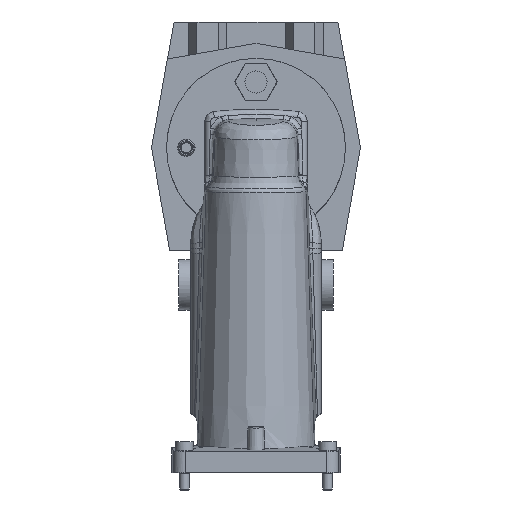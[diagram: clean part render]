
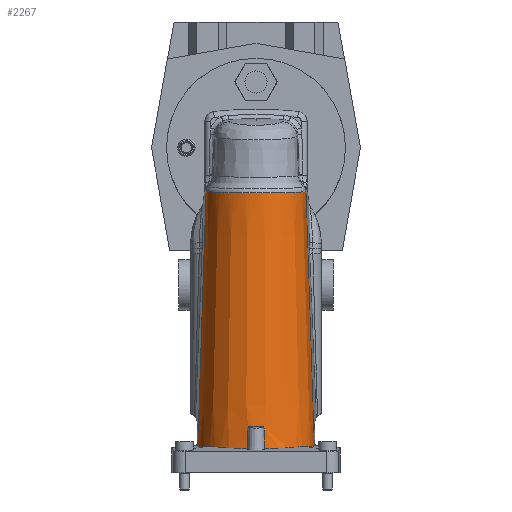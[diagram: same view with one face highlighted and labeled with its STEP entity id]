
A CAD part, front view. The second image highlights one B-rep face of the part: STEP entity #2267.
In plain terms, the highlighted conical face has half-angle 1.86 degrees and reference radius 30.25 mm.
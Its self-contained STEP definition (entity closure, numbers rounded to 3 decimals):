
#1797=(
BOUNDED_CURVE()
B_SPLINE_CURVE(1,(#10615,#10616,#10617),.UNSPECIFIED.,.F.,.F.)
B_SPLINE_CURVE_WITH_KNOTS((2,1,2),(0.,0.568,1.),
 .UNSPECIFIED.)
CURVE()
GEOMETRIC_REPRESENTATION_ITEM()
RATIONAL_B_SPLINE_CURVE((1.045,1.045,1.045))
REPRESENTATION_ITEM('')
);
#1807=CONICAL_SURFACE('',#7276,30.25,1.86);
#1924=ELLIPSE('',#7202,5281.652,67.868);
#1925=ELLIPSE('',#7204,5281.652,67.868);
#1943=ELLIPSE('',#7243,30.178,30.03);
#1945=ELLIPSE('',#7245,30.178,30.03);
#1950=ELLIPSE('',#7257,30.134,30.001);
#1952=ELLIPSE('',#7260,30.134,30.001);
#1958=ELLIPSE('',#7275,29.788,29.674);
#2267=ADVANCED_FACE('',(#2725),#1807,.T.);
#2725=FACE_OUTER_BOUND('',#2969,.T.);
#2969=EDGE_LOOP('',(#4315,#4316,#4317,#4318,#4319,#4320,#4321,#4322,#4323,
#4324));
#3317=LINE('',#10192,#3697);
#3697=VECTOR('',#7691,1.);
#4315=ORIENTED_EDGE('',*,*,#6044,.F.);
#4316=ORIENTED_EDGE('',*,*,#6023,.F.);
#4317=ORIENTED_EDGE('',*,*,#5944,.F.);
#4318=ORIENTED_EDGE('',*,*,#6076,.F.);
#4319=ORIENTED_EDGE('',*,*,#5942,.F.);
#4320=ORIENTED_EDGE('',*,*,#6021,.F.);
#4321=ORIENTED_EDGE('',*,*,#6042,.F.);
#4322=ORIENTED_EDGE('',*,*,#5964,.T.);
#4323=ORIENTED_EDGE('',*,*,#6077,.T.);
#4324=ORIENTED_EDGE('',*,*,#6071,.F.);
#5466=VERTEX_POINT('',#10133);
#5467=VERTEX_POINT('',#10135);
#5468=VERTEX_POINT('',#10139);
#5469=VERTEX_POINT('',#10140);
#5487=VERTEX_POINT('',#10191);
#5488=VERTEX_POINT('',#10193);
#5524=VERTEX_POINT('',#10359);
#5525=VERTEX_POINT('',#10363);
#5536=VERTEX_POINT('',#10461);
#5553=VERTEX_POINT('',#10618);
#5942=EDGE_CURVE('',#5466,#5467,#1924,.T.);
#5944=EDGE_CURVE('',#5468,#5469,#1925,.T.);
#5964=EDGE_CURVE('',#5488,#5487,#3317,.T.);
#6021=EDGE_CURVE('',#5524,#5466,#1943,.T.);
#6023=EDGE_CURVE('',#5469,#5525,#1945,.T.);
#6042=EDGE_CURVE('',#5488,#5524,#1950,.T.);
#6044=EDGE_CURVE('',#5525,#5536,#1952,.T.);
#6071=EDGE_CURVE('',#5536,#5553,#1797,.T.);
#6076=EDGE_CURVE('',#5467,#5468,#1958,.T.);
#6077=EDGE_CURVE('',#5487,#5553,#7091,.T.);
#7091=B_SPLINE_CURVE_WITH_KNOTS('',3,(#10631,#10632,#10633,#10634,#10635,
#10636,#10637,#10638,#10639,#10640,#10641,#10642,#10643,#10644),
 .UNSPECIFIED.,.F.,.F.,(4,2,2,2,2,2,4),(0.,0.125,0.25,0.375,0.5,0.75,1.),
 .UNSPECIFIED.);
#7202=AXIS2_PLACEMENT_3D('',#10134,#7661,#7662);
#7204=AXIS2_PLACEMENT_3D('',#10138,#7666,#7667);
#7243=AXIS2_PLACEMENT_3D('',#10360,#7790,#7791);
#7245=AXIS2_PLACEMENT_3D('',#10362,#7794,#7795);
#7257=AXIS2_PLACEMENT_3D('',#10457,#7822,#7823);
#7260=AXIS2_PLACEMENT_3D('',#10460,#7828,#7829);
#7275=AXIS2_PLACEMENT_3D('',#10630,#7865,#7866);
#7276=AXIS2_PLACEMENT_3D('',#10645,#7867,#7868);
#7661=DIRECTION('',(-0.999,0.035,-0.035));
#7662=DIRECTION('',(0.035,-0.001,-0.999));
#7666=DIRECTION('',(0.999,0.035,-0.035));
#7667=DIRECTION('',(-0.035,-0.001,-0.999));
#7691=DIRECTION('',(-0.032,0.001,0.999));
#7790=DIRECTION('',(0.,0.099,-0.995));
#7791=DIRECTION('',(0.,-0.995,-0.099));
#7794=DIRECTION('',(0.,0.099,-0.995));
#7795=DIRECTION('',(0.,-0.995,-0.099));
#7822=DIRECTION('',(-0.087,0.035,-0.996));
#7823=DIRECTION('',(0.924,-0.37,-0.094));
#7828=DIRECTION('',(0.087,0.035,-0.996));
#7829=DIRECTION('',(-0.924,-0.37,-0.094));
#7865=DIRECTION('',(0.,0.087,-0.996));
#7866=DIRECTION('',(0.,-0.996,-0.087));
#7867=DIRECTION('',(0.,0.,-1.));
#7868=DIRECTION('',(-1.,0.,0.));
#10133=CARTESIAN_POINT('',(4.488,-29.79,12.313));
#10134=CARTESIAN_POINT('',(171.273,-5.985,-4737.072));
#10135=CARTESIAN_POINT('',(4.103,-29.474,23.658));
#10138=CARTESIAN_POINT('',(-171.273,-5.985,-4737.072));
#10139=CARTESIAN_POINT('',(-4.103,-29.474,23.658));
#10140=CARTESIAN_POINT('',(-4.488,-29.79,12.313));
#10191=CARTESIAN_POINT('',(25.793,-0.901,145.294));
#10192=CARTESIAN_POINT('',(28.536,-0.997,60.75));
#10193=CARTESIAN_POINT('',(30.069,-1.05,13.518));
#10359=CARTESIAN_POINT('',(23.88,-18.306,13.454));
#10360=CARTESIAN_POINT('',(0.,-0.097,15.264));
#10362=CARTESIAN_POINT('',(0.,-0.097,15.264));
#10363=CARTESIAN_POINT('',(-23.88,-18.306,13.454));
#10457=CARTESIAN_POINT('',(0.085,-0.034,16.176));
#10460=CARTESIAN_POINT('',(-0.085,-0.034,16.176));
#10461=CARTESIAN_POINT('',(-30.069,-1.05,13.518));
#10615=CARTESIAN_POINT('',(-30.232,-1.056,8.5));
#10616=CARTESIAN_POINT('',(-26.841,-0.937,113.));
#10617=CARTESIAN_POINT('',(-24.259,-0.847,192.556));
#10618=CARTESIAN_POINT('',(-25.793,-0.901,145.294));
#10630=CARTESIAN_POINT('',(0.,-0.084,26.23));
#10631=CARTESIAN_POINT('',(25.793,-0.901,145.294));
#10632=CARTESIAN_POINT('',(25.68,-4.233,145.191));
#10633=CARTESIAN_POINT('',(24.913,-7.523,145.089));
#10634=CARTESIAN_POINT('',(22.238,-13.529,144.904));
#10635=CARTESIAN_POINT('',(20.296,-16.303,144.818));
#10636=CARTESIAN_POINT('',(15.565,-20.872,144.677));
#10637=CARTESIAN_POINT('',(12.732,-22.715,144.62));
#10638=CARTESIAN_POINT('',(6.619,-25.187,144.544));
#10639=CARTESIAN_POINT('',(3.319,-25.833,144.524));
#10640=CARTESIAN_POINT('',(-6.618,-25.835,144.524));
#10641=CARTESIAN_POINT('',(-13.171,-23.187,144.606));
#10642=CARTESIAN_POINT('',(-22.697,-13.981,144.89));
#10643=CARTESIAN_POINT('',(-25.567,-7.564,145.088));
#10644=CARTESIAN_POINT('',(-25.793,-0.901,145.294));
#10645=CARTESIAN_POINT('',(0.,0.,8.5));
